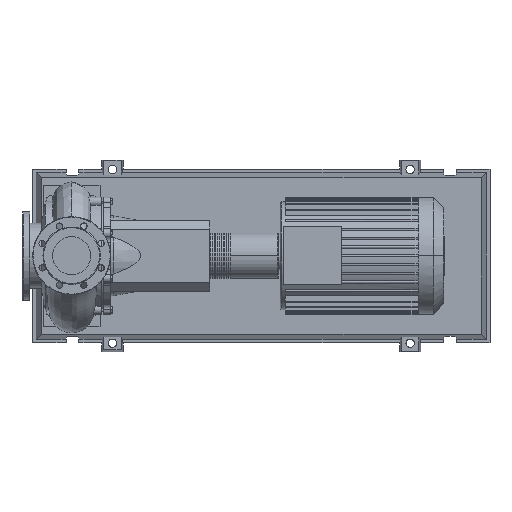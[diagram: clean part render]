
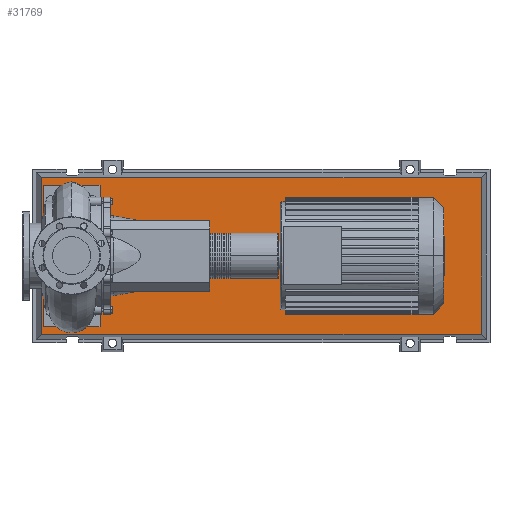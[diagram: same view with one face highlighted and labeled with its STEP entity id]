
A CAD part, top view. The second image highlights one B-rep face of the part: STEP entity #31769.
In plain terms, the highlighted planar face has unit normal (0, 0, 1).
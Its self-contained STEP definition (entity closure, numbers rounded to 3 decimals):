
#31450=CARTESIAN_POINT('',(1155.471,-220.471,103.0));
#31451=VERTEX_POINT('',#31450);
#31458=CARTESIAN_POINT('',(-85.471,-220.471,103.0));
#31459=VERTEX_POINT('',#31458);
#31460=CARTESIAN_POINT('',(1155.471,-220.471,103.0));
#31461=DIRECTION('',(-1.0,0.0,0.0));
#31462=VECTOR('',#31461,1240.941);
#31463=LINE('',#31460,#31462);
#31464=EDGE_CURVE('',#31451,#31459,#31463,.T.);
#31682=CARTESIAN_POINT('',(1155.471,220.471,103.0));
#31683=VERTEX_POINT('',#31682);
#31684=CARTESIAN_POINT('',(1155.471,220.471,103.0));
#31685=DIRECTION('',(0.0,-1.0,0.0));
#31686=VECTOR('',#31685,440.941);
#31687=LINE('',#31684,#31686);
#31688=EDGE_CURVE('',#31683,#31451,#31687,.T.);
#31706=CARTESIAN_POINT('',(-85.471,220.471,103.0));
#31707=VERTEX_POINT('',#31706);
#31708=CARTESIAN_POINT('',(-85.471,-220.471,103.0));
#31709=DIRECTION('',(0.0,1.0,0.0));
#31710=VECTOR('',#31709,440.941);
#31711=LINE('',#31708,#31710);
#31712=EDGE_CURVE('',#31459,#31707,#31711,.T.);
#31745=CARTESIAN_POINT('',(-85.471,220.471,103.0));
#31746=DIRECTION('',(1.0,0.0,0.0));
#31747=VECTOR('',#31746,1240.941);
#31748=LINE('',#31745,#31747);
#31749=EDGE_CURVE('',#31707,#31683,#31748,.T.);
#31758=CARTESIAN_POINT('',(535.,0.,103.0));
#31759=DIRECTION('',(0.0,0.0,1.0));
#31760=DIRECTION('',(1.0,0.0,0.0));
#31761=AXIS2_PLACEMENT_3D('',#31758,#31759,#31760);
#31762=PLANE('',#31761);
#31763=ORIENTED_EDGE('',*,*,#31688,.F.);
#31764=ORIENTED_EDGE('',*,*,#31749,.F.);
#31765=ORIENTED_EDGE('',*,*,#31712,.F.);
#31766=ORIENTED_EDGE('',*,*,#31464,.F.);
#31767=EDGE_LOOP('',(#31763,#31764,#31765,#31766));
#31768=FACE_OUTER_BOUND('',#31767,.T.);
#31769=ADVANCED_FACE('',(#31768),#31762,.T.);
